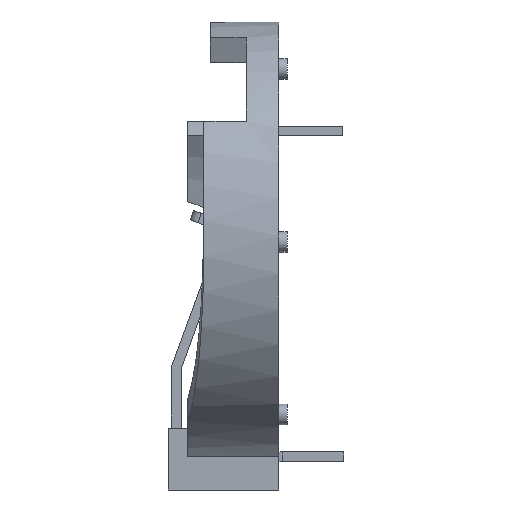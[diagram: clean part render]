
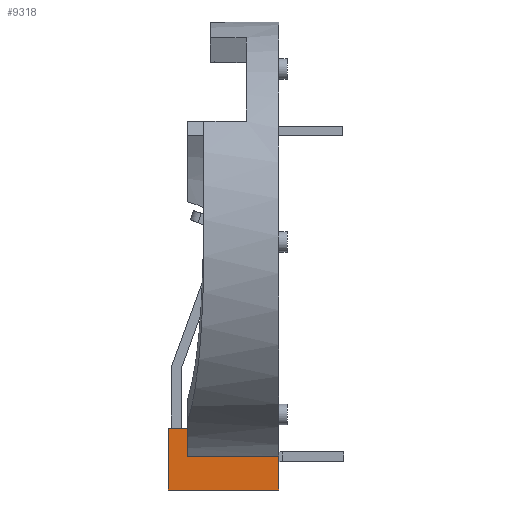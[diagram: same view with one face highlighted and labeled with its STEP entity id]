
A CAD part, left-side view. The second image highlights one B-rep face of the part: STEP entity #9318.
In plain terms, the highlighted planar face has unit normal (-1, 0, 0).
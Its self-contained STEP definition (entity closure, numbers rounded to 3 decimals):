
#87 = CARTESIAN_POINT ( 'NONE',  ( -3., 6.8, -15.25 ) ) ;
#105 = EDGE_CURVE ( 'NONE', #9439, #3052, #9526, .T. ) ;
#457 = ORIENTED_EDGE ( 'NONE', *, *, #105, .F. ) ;
#693 = EDGE_CURVE ( 'NONE', #11212, #9439, #7224, .T. ) ;
#1202 = DIRECTION ( 'NONE',  ( 0., 0., 1. ) ) ;
#1350 = EDGE_CURVE ( 'NONE', #3052, #7809, #7893, .T. ) ;
#1680 = CARTESIAN_POINT ( 'NONE',  ( -3., 6.8, -13.162 ) ) ;
#2230 = FACE_OUTER_BOUND ( 'NONE', #12644, .T. ) ;
#2554 = CARTESIAN_POINT ( 'NONE',  ( -3., 0., -15.25 ) ) ;
#2707 = CARTESIAN_POINT ( 'NONE',  ( -3., 6.8, -15.25 ) ) ;
#2782 = CARTESIAN_POINT ( 'NONE',  ( -3., 6.8, -15.25 ) ) ;
#2805 = CARTESIAN_POINT ( 'NONE',  ( -3., 0., -13.162 ) ) ;
#2859 = VECTOR ( 'NONE', #4075, 1000. ) ;
#3052 = VERTEX_POINT ( 'NONE', #6544 ) ;
#3136 = ORIENTED_EDGE ( 'NONE', *, *, #14319, .F. ) ;
#3493 = CARTESIAN_POINT ( 'NONE',  ( -3., 2., -11.464 ) ) ;
#3624 = ORIENTED_EDGE ( 'NONE', *, *, #1350, .F. ) ;
#4075 = DIRECTION ( 'NONE',  ( 0., 0., 1. ) ) ;
#5510 = ORIENTED_EDGE ( 'NONE', *, *, #12229, .T. ) ;
#5684 = DIRECTION ( 'NONE',  ( 0., 0., -1. ) ) ;
#5762 = DIRECTION ( 'NONE',  ( 0., -1., 0. ) ) ;
#6339 = CARTESIAN_POINT ( 'NONE',  ( -3., 6.8, -11.464 ) ) ;
#6544 = CARTESIAN_POINT ( 'NONE',  ( -3., 5.6, -13.162 ) ) ;
#6666 = ORIENTED_EDGE ( 'NONE', *, *, #693, .F. ) ;
#6863 = VECTOR ( 'NONE', #5762, 1000. ) ;
#7224 = LINE ( 'NONE', #3493, #6863 ) ;
#7354 = CARTESIAN_POINT ( 'NONE',  ( -3., 6.8, -15.25 ) ) ;
#7480 = CARTESIAN_POINT ( 'NONE',  ( -3., 0., -15.25 ) ) ;
#7680 = ORIENTED_EDGE ( 'NONE', *, *, #11496, .T. ) ;
#7756 = VECTOR ( 'NONE', #1202, 1000. ) ;
#7809 = VERTEX_POINT ( 'NONE', #2805 ) ;
#7893 = LINE ( 'NONE', #1680, #10521 ) ;
#8457 = DIRECTION ( 'NONE',  ( 0., -1., 0. ) ) ;
#8486 = DIRECTION ( 'NONE',  ( 1., 0., 0. ) ) ;
#9318 = ADVANCED_FACE ( 'NONE', ( #2230 ), #14066, .F. ) ;
#9323 = AXIS2_PLACEMENT_3D ( 'NONE', #7354, #8486, #10803 ) ;
#9439 = VERTEX_POINT ( 'NONE', #12005 ) ;
#9526 = LINE ( 'NONE', #13534, #12484 ) ;
#9588 = VERTEX_POINT ( 'NONE', #2554 ) ;
#9610 = VECTOR ( 'NONE', #11850, 1000. ) ;
#10521 = VECTOR ( 'NONE', #8457, 1000. ) ;
#10803 = DIRECTION ( 'NONE',  ( 0., 0., -1. ) ) ;
#11212 = VERTEX_POINT ( 'NONE', #6339 ) ;
#11496 = EDGE_CURVE ( 'NONE', #12148, #9588, #12569, .T. ) ;
#11850 = DIRECTION ( 'NONE',  ( 0., -1., 0. ) ) ;
#12005 = CARTESIAN_POINT ( 'NONE',  ( -3., 5.6, -11.464 ) ) ;
#12148 = VERTEX_POINT ( 'NONE', #2782 ) ;
#12229 = EDGE_CURVE ( 'NONE', #9588, #7809, #14466, .T. ) ;
#12484 = VECTOR ( 'NONE', #5684, 1000. ) ;
#12569 = LINE ( 'NONE', #2707, #9610 ) ;
#12644 = EDGE_LOOP ( 'NONE', ( #6666, #3136, #7680, #5510, #3624, #457 ) ) ;
#13534 = CARTESIAN_POINT ( 'NONE',  ( -3., 5.6, -14.772 ) ) ;
#14066 = PLANE ( 'NONE',  #9323 ) ;
#14319 = EDGE_CURVE ( 'NONE', #12148, #11212, #14420, .T. ) ;
#14420 = LINE ( 'NONE', #87, #7756 ) ;
#14466 = LINE ( 'NONE', #7480, #2859 ) ;
